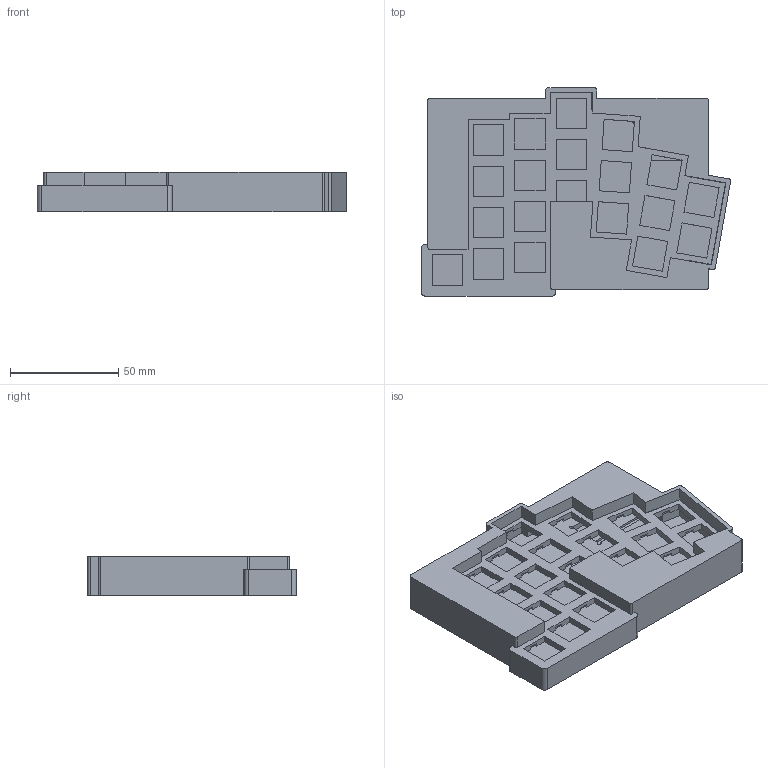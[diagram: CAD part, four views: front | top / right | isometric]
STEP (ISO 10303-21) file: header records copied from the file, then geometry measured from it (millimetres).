
FILE_DESCRIPTION(('FreeCAD Model'),'2;1');
FILE_NAME('Open CASCADE Shape Model','2025-07-12T21:33:26',(''),(''), 'Open CASCADE STEP processor 7.9','FreeCAD','Unknown');
FILE_SCHEMA(('AUTOMOTIVE_DESIGN { 1 0 10303 214 1 1 1 1 }'));
Length unit declared in the file: millimetre
Products named in the file (4): Case; Plate; Top; Bottom
Assembly tree (3 placements, depth 2):
  Case
    Plate
    Top
    Bottom
Bounding box: 142.71 x 96.11 x 18 mm (x, y, z)
Volume: 70517.8 mm3; surface area: 66874.7 mm2
Topology: 3 solids, 3 shells, 512 faces, 1476 edges, 984 vertices
Faces by surface type: plane 456, cylinder 56
Full cylindrical faces by diameter (mm): 2.1 x9, 3.2 x9, 6.3 x4
Entity records: 16763 total; most frequent: CARTESIAN_POINT 2976, ORIENTED_EDGE 2952, DIRECTION 2622, EDGE_CURVE 1476, LINE 1362, VECTOR 1362, VERTEX_POINT 984, AXIS2_PLACEMENT_3D 630
